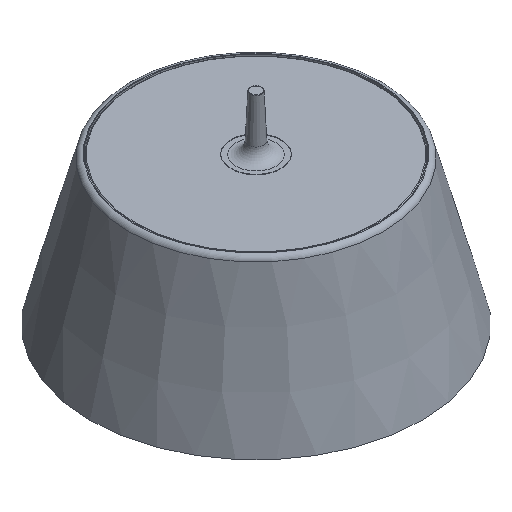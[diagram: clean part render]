
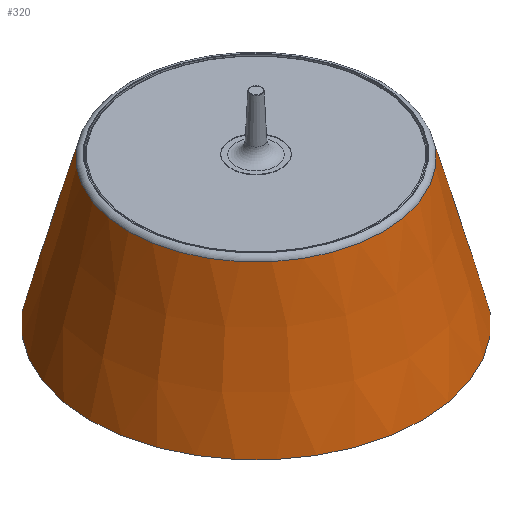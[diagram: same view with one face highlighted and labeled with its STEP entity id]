
A CAD part, isometric view. The second image highlights one B-rep face of the part: STEP entity #320.
In plain terms, the highlighted conical face has half-angle 15 degrees and reference radius 92.794 mm.
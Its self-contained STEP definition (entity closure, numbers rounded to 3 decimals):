
#20=LINE('',#636,#27);
#27=VECTOR('',#509,92.794);
#34=CONICAL_SURFACE('',#394,92.794,0.262);
#68=FACE_OUTER_BOUND('',#95,.T.);
#95=EDGE_LOOP('',(#273,#274,#275,#276,#277));
#131=CIRCLE('',#393,105.);
#132=CIRCLE('',#395,80.588);
#133=CIRCLE('',#396,80.588);
#160=VERTEX_POINT('',#629);
#161=VERTEX_POINT('',#632);
#162=VERTEX_POINT('',#633);
#199=EDGE_CURVE('',#160,#160,#131,.T.);
#200=EDGE_CURVE('',#161,#162,#132,.T.);
#201=EDGE_CURVE('',#162,#161,#133,.T.);
#202=EDGE_CURVE('',#162,#160,#20,.T.);
#273=ORIENTED_EDGE('',*,*,#200,.F.);
#274=ORIENTED_EDGE('',*,*,#201,.F.);
#275=ORIENTED_EDGE('',*,*,#202,.T.);
#276=ORIENTED_EDGE('',*,*,#199,.T.);
#277=ORIENTED_EDGE('',*,*,#202,.F.);
#320=ADVANCED_FACE('',(#68),#34,.T.);
#393=AXIS2_PLACEMENT_3D('',#630,#501,#502);
#394=AXIS2_PLACEMENT_3D('',#631,#503,#504);
#395=AXIS2_PLACEMENT_3D('',#634,#505,#506);
#396=AXIS2_PLACEMENT_3D('',#635,#507,#508);
#501=DIRECTION('center_axis',(0.,0.,1.));
#502=DIRECTION('ref_axis',(1.,0.,0.));
#503=DIRECTION('center_axis',(0.,0.,-1.));
#504=DIRECTION('ref_axis',(0.,-1.,0.));
#505=DIRECTION('center_axis',(0.,0.,1.));
#506=DIRECTION('ref_axis',(1.,0.,0.));
#507=DIRECTION('center_axis',(0.,0.,1.));
#508=DIRECTION('ref_axis',(1.,0.,0.));
#509=DIRECTION('',(0.,0.259,-0.966));
#629=CARTESIAN_POINT('',(0.,105.,-46.75));
#630=CARTESIAN_POINT('Origin',(0.,0.,-46.75));
#631=CARTESIAN_POINT('Origin',(0.,0.,-1.197));
#632=CARTESIAN_POINT('',(-80.588,0.,44.356));
#633=CARTESIAN_POINT('',(0.,80.588,44.356));
#634=CARTESIAN_POINT('Origin',(0.,0.,44.356));
#635=CARTESIAN_POINT('Origin',(0.,0.,44.356));
#636=CARTESIAN_POINT('',(0.,92.794,-1.197));
